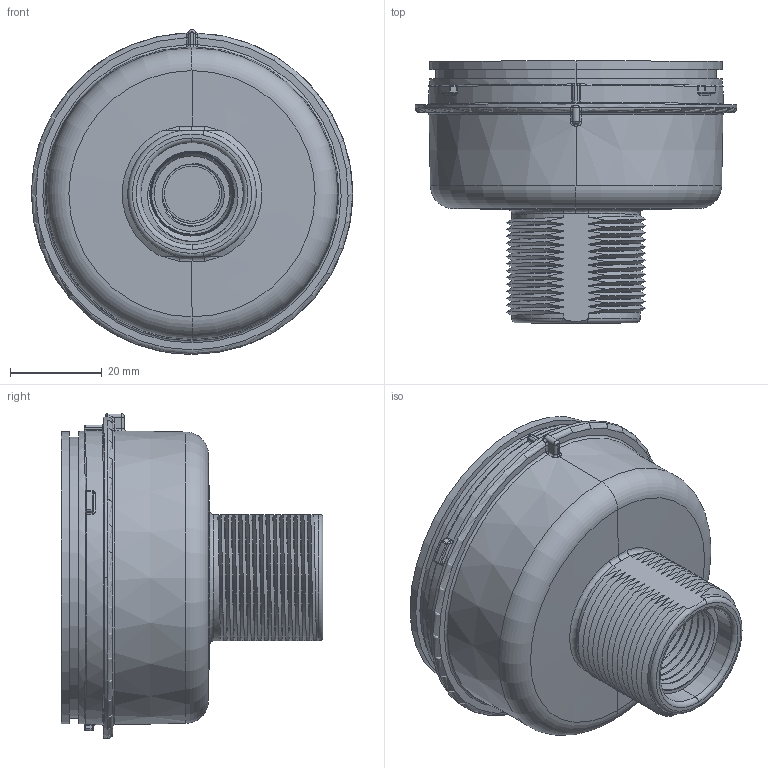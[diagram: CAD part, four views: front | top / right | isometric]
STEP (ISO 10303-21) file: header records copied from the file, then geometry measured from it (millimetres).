
FILE_DESCRIPTION((''),'2;1');
FILE_NAME('180994_ASM','2022-04-18T12:33:26',('PDMAdmin'),('BANNER ENGINEERING'),'CREO PARAMETRIC BY PTC INC, 2019292','CREO PARAMETRIC BY PTC INC, 2019292','');
FILE_SCHEMA(('CONFIG_CONTROL_DESIGN'));
Length unit declared in the file: millimetre
Products named in the file (4): 180079; 178930; 140249; 180994_ASM
Assembly tree (5 placements, depth 2):
  180994_ASM
    180079
    178930
    140249  x3
Bounding box: 70 x 57 x 70.75 mm (x, y, z)
Volume: 46552 mm3; surface area: 31790.1 mm2
Topology: 5 solids, 8 shells, 941 faces, 3116 edges, 2121 vertices
Faces by surface type: cylinder 366, bspline 354, plane 87, torus 63, cone 47, sphere 24
Entity records: 48094 total; most frequent: CARTESIAN_POINT 34702, ORIENTED_EDGE 3025, DIRECTION 2048, EDGE_CURVE 1728, VERTEX_POINT 1121, B_SPLINE_CURVE_WITH_KNOTS 898, AXIS2_PLACEMENT_3D 814, EDGE_LOOP 630
